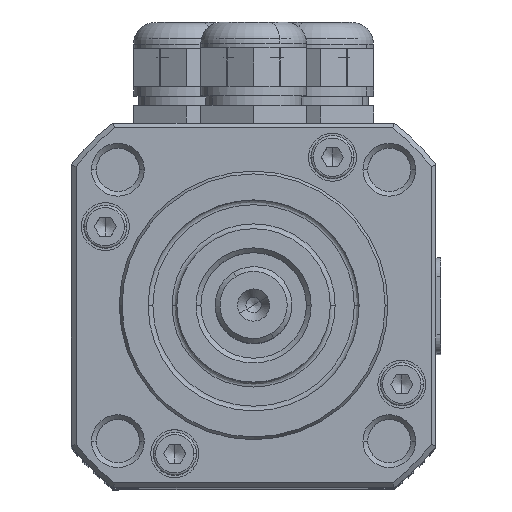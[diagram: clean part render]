
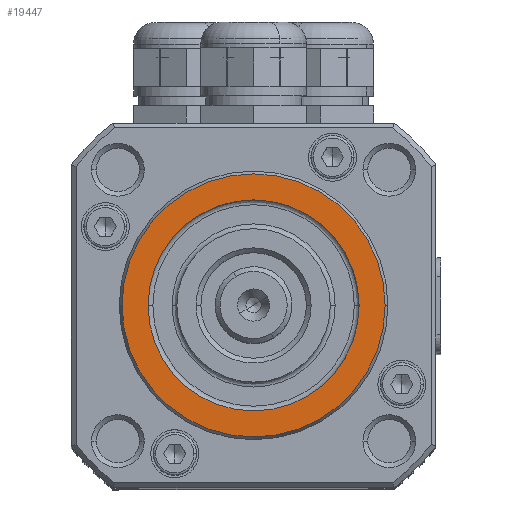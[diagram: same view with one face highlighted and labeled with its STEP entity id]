
A CAD part, top view. The second image highlights one B-rep face of the part: STEP entity #19447.
In plain terms, the highlighted planar face has unit normal (0, 0, 1).
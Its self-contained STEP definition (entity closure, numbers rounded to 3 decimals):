
#839=CARTESIAN_POINT('',(-13.711,0.,88.5));
#840=VERTEX_POINT('',#839);
#847=CARTESIAN_POINT('',(13.711,0.,88.5));
#848=VERTEX_POINT('',#847);
#849=CARTESIAN_POINT('',(0.,0.,88.5));
#850=DIRECTION('',(0.0,0.0,-1.0));
#851=DIRECTION('',(-1.0,0.0,0.0));
#852=AXIS2_PLACEMENT_3D('',#849,#850,#851);
#853=CIRCLE('',#852,13.711);
#854=EDGE_CURVE('',#840,#848,#853,.T.);
#980=CARTESIAN_POINT('',(-11.,0.,88.5));
#981=VERTEX_POINT('',#980);
#997=CARTESIAN_POINT('',(11.,0.,88.5));
#998=VERTEX_POINT('',#997);
#1005=CARTESIAN_POINT('',(0.,0.,88.5));
#1006=DIRECTION('',(0.0,0.0,-1.0));
#1007=DIRECTION('',(-1.0,0.0,0.0));
#1008=AXIS2_PLACEMENT_3D('',#1005,#1006,#1007);
#1009=CIRCLE('',#1008,11.0);
#1010=EDGE_CURVE('',#981,#998,#1009,.T.);
#19416=CARTESIAN_POINT('',(0.,0.,88.5));
#19417=DIRECTION('',(0.0,0.0,-1.0));
#19418=DIRECTION('',(-1.0,0.0,0.0));
#19419=AXIS2_PLACEMENT_3D('',#19416,#19417,#19418);
#19420=CIRCLE('',#19419,11.0);
#19421=EDGE_CURVE('',#998,#981,#19420,.T.);
#19428=CARTESIAN_POINT('',(0.,0.,88.5));
#19429=DIRECTION('',(0.0,0.0,-1.0));
#19430=DIRECTION('',(-1.0,0.0,0.0));
#19431=AXIS2_PLACEMENT_3D('',#19428,#19429,#19430);
#19432=PLANE('',#19431);
#19433=CARTESIAN_POINT('',(0.,0.,88.5));
#19434=DIRECTION('',(0.0,0.0,-1.0));
#19435=DIRECTION('',(-1.0,0.0,0.0));
#19436=AXIS2_PLACEMENT_3D('',#19433,#19434,#19435);
#19437=CIRCLE('',#19436,13.711);
#19438=EDGE_CURVE('',#848,#840,#19437,.T.);
#19439=ORIENTED_EDGE('',*,*,#19438,.F.);
#19440=ORIENTED_EDGE('',*,*,#854,.F.);
#19441=EDGE_LOOP('',(#19439,#19440));
#19442=FACE_OUTER_BOUND('',#19441,.T.);
#19443=ORIENTED_EDGE('',*,*,#19421,.T.);
#19444=ORIENTED_EDGE('',*,*,#1010,.T.);
#19445=EDGE_LOOP('',(#19443,#19444));
#19446=FACE_BOUND('',#19445,.T.);
#19447=ADVANCED_FACE('',(#19442,#19446),#19432,.F.);
